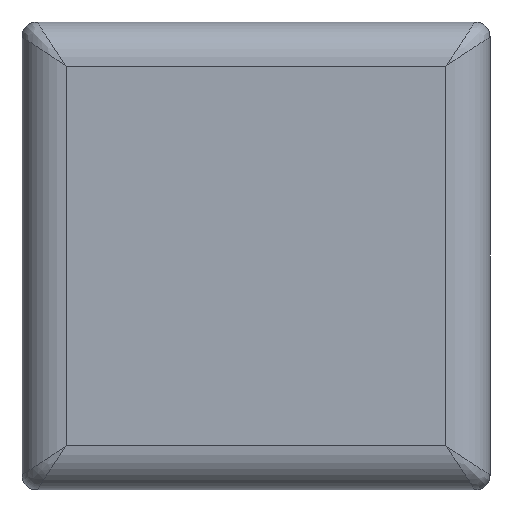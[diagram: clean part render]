
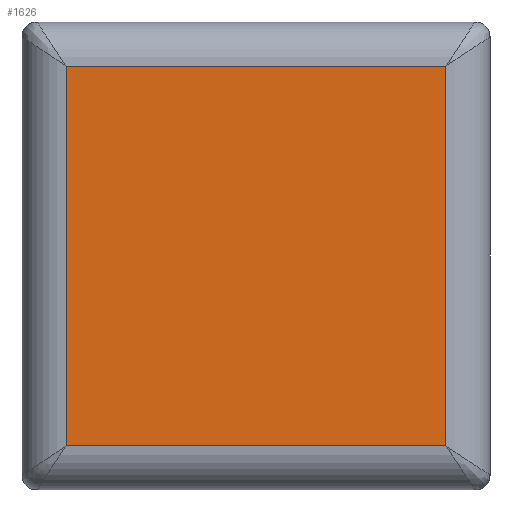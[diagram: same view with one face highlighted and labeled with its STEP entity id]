
A CAD part, left-side view. The second image highlights one B-rep face of the part: STEP entity #1626.
In plain terms, the highlighted planar face has unit normal (-1, 0, 0).
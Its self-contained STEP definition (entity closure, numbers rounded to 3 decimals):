
#623 = CYLINDRICAL_SURFACE('',#624,0.3);
#624 = AXIS2_PLACEMENT_3D('',#625,#626,#627);
#625 = CARTESIAN_POINT('',(0.3,2.88,0.));
#626 = DIRECTION('',(0.,0.,1.));
#627 = DIRECTION('',(-1.,0.,0.));
#877 = CYLINDRICAL_SURFACE('',#878,0.3);
#878 = AXIS2_PLACEMENT_3D('',#879,#880,#881);
#879 = CARTESIAN_POINT('',(0.3,0.,2.88));
#880 = DIRECTION('',(0.,1.,0.));
#881 = DIRECTION('',(-1.,0.,0.));
#931 = CYLINDRICAL_SURFACE('',#932,0.3);
#932 = AXIS2_PLACEMENT_3D('',#933,#934,#935);
#933 = CARTESIAN_POINT('',(0.3,0.,0.3));
#934 = DIRECTION('',(0.,1.,0.));
#935 = DIRECTION('',(-1.,0.,0.));
#1163 = CYLINDRICAL_SURFACE('',#1164,0.3);
#1164 = AXIS2_PLACEMENT_3D('',#1165,#1166,#1167);
#1165 = CARTESIAN_POINT('',(0.3,0.3,0.));
#1166 = DIRECTION('',(0.,0.,1.));
#1167 = DIRECTION('',(-1.,0.,0.));
#1183 = VERTEX_POINT('',#1184);
#1184 = CARTESIAN_POINT('',(0.,2.88,2.88));
#1223 = EDGE_CURVE('',#1224,#1183,#1226,.T.);
#1224 = VERTEX_POINT('',#1225);
#1225 = CARTESIAN_POINT('',(0.,2.88,0.3));
#1226 = SURFACE_CURVE('',#1227,(#1231,#1238),.PCURVE_S1.);
#1227 = LINE('',#1228,#1229);
#1228 = CARTESIAN_POINT('',(0.,2.88,0.));
#1229 = VECTOR('',#1230,1.);
#1230 = DIRECTION('',(0.,0.,1.));
#1231 = PCURVE('',#623,#1232);
#1232 = DEFINITIONAL_REPRESENTATION('',(#1233),#1237);
#1233 = LINE('',#1234,#1235);
#1234 = CARTESIAN_POINT('',(-0.,0.));
#1235 = VECTOR('',#1236,1.);
#1236 = DIRECTION('',(-0.,1.));
#1237 = ( GEOMETRIC_REPRESENTATION_CONTEXT(2) 
PARAMETRIC_REPRESENTATION_CONTEXT() REPRESENTATION_CONTEXT('2D SPACE',''
  ) );
#1238 = PCURVE('',#1239,#1244);
#1239 = PLANE('',#1240);
#1240 = AXIS2_PLACEMENT_3D('',#1241,#1242,#1243);
#1241 = CARTESIAN_POINT('',(0.,0.,0.));
#1242 = DIRECTION('',(1.,0.,0.));
#1243 = DIRECTION('',(0.,0.,1.));
#1244 = DEFINITIONAL_REPRESENTATION('',(#1245),#1249);
#1245 = LINE('',#1246,#1247);
#1246 = CARTESIAN_POINT('',(0.,-2.88));
#1247 = VECTOR('',#1248,1.);
#1248 = DIRECTION('',(1.,0.));
#1249 = ( GEOMETRIC_REPRESENTATION_CONTEXT(2) 
PARAMETRIC_REPRESENTATION_CONTEXT() REPRESENTATION_CONTEXT('2D SPACE',''
  ) );
#1383 = EDGE_CURVE('',#1384,#1183,#1386,.T.);
#1384 = VERTEX_POINT('',#1385);
#1385 = CARTESIAN_POINT('',(0.,0.3,2.88));
#1386 = SURFACE_CURVE('',#1387,(#1391,#1398),.PCURVE_S1.);
#1387 = LINE('',#1388,#1389);
#1388 = CARTESIAN_POINT('',(0.,0.,2.88));
#1389 = VECTOR('',#1390,1.);
#1390 = DIRECTION('',(0.,1.,0.));
#1391 = PCURVE('',#877,#1392);
#1392 = DEFINITIONAL_REPRESENTATION('',(#1393),#1397);
#1393 = LINE('',#1394,#1395);
#1394 = CARTESIAN_POINT('',(0.,0.));
#1395 = VECTOR('',#1396,1.);
#1396 = DIRECTION('',(0.,1.));
#1397 = ( GEOMETRIC_REPRESENTATION_CONTEXT(2) 
PARAMETRIC_REPRESENTATION_CONTEXT() REPRESENTATION_CONTEXT('2D SPACE',''
  ) );
#1398 = PCURVE('',#1239,#1399);
#1399 = DEFINITIONAL_REPRESENTATION('',(#1400),#1404);
#1400 = LINE('',#1401,#1402);
#1401 = CARTESIAN_POINT('',(2.88,0.));
#1402 = VECTOR('',#1403,1.);
#1403 = DIRECTION('',(0.,-1.));
#1404 = ( GEOMETRIC_REPRESENTATION_CONTEXT(2) 
PARAMETRIC_REPRESENTATION_CONTEXT() REPRESENTATION_CONTEXT('2D SPACE',''
  ) );
#1450 = EDGE_CURVE('',#1451,#1224,#1453,.T.);
#1451 = VERTEX_POINT('',#1452);
#1452 = CARTESIAN_POINT('',(0.,0.3,0.3));
#1453 = SURFACE_CURVE('',#1454,(#1458,#1465),.PCURVE_S1.);
#1454 = LINE('',#1455,#1456);
#1455 = CARTESIAN_POINT('',(0.,0.,0.3));
#1456 = VECTOR('',#1457,1.);
#1457 = DIRECTION('',(0.,1.,0.));
#1458 = PCURVE('',#931,#1459);
#1459 = DEFINITIONAL_REPRESENTATION('',(#1460),#1464);
#1460 = LINE('',#1461,#1462);
#1461 = CARTESIAN_POINT('',(-0.,0.));
#1462 = VECTOR('',#1463,1.);
#1463 = DIRECTION('',(-0.,1.));
#1464 = ( GEOMETRIC_REPRESENTATION_CONTEXT(2) 
PARAMETRIC_REPRESENTATION_CONTEXT() REPRESENTATION_CONTEXT('2D SPACE',''
  ) );
#1465 = PCURVE('',#1239,#1466);
#1466 = DEFINITIONAL_REPRESENTATION('',(#1467),#1471);
#1467 = LINE('',#1468,#1469);
#1468 = CARTESIAN_POINT('',(0.3,0.));
#1469 = VECTOR('',#1470,1.);
#1470 = DIRECTION('',(0.,-1.));
#1471 = ( GEOMETRIC_REPRESENTATION_CONTEXT(2) 
PARAMETRIC_REPRESENTATION_CONTEXT() REPRESENTATION_CONTEXT('2D SPACE',''
  ) );
#1605 = EDGE_CURVE('',#1451,#1384,#1606,.T.);
#1606 = SURFACE_CURVE('',#1607,(#1611,#1618),.PCURVE_S1.);
#1607 = LINE('',#1608,#1609);
#1608 = CARTESIAN_POINT('',(0.,0.3,0.));
#1609 = VECTOR('',#1610,1.);
#1610 = DIRECTION('',(0.,0.,1.));
#1611 = PCURVE('',#1163,#1612);
#1612 = DEFINITIONAL_REPRESENTATION('',(#1613),#1617);
#1613 = LINE('',#1614,#1615);
#1614 = CARTESIAN_POINT('',(0.,0.));
#1615 = VECTOR('',#1616,1.);
#1616 = DIRECTION('',(0.,1.));
#1617 = ( GEOMETRIC_REPRESENTATION_CONTEXT(2) 
PARAMETRIC_REPRESENTATION_CONTEXT() REPRESENTATION_CONTEXT('2D SPACE',''
  ) );
#1618 = PCURVE('',#1239,#1619);
#1619 = DEFINITIONAL_REPRESENTATION('',(#1620),#1624);
#1620 = LINE('',#1621,#1622);
#1621 = CARTESIAN_POINT('',(0.,-0.3));
#1622 = VECTOR('',#1623,1.);
#1623 = DIRECTION('',(1.,0.));
#1624 = ( GEOMETRIC_REPRESENTATION_CONTEXT(2) 
PARAMETRIC_REPRESENTATION_CONTEXT() REPRESENTATION_CONTEXT('2D SPACE',''
  ) );
#1626 = ADVANCED_FACE('',(#1627),#1239,.F.);
#1627 = FACE_BOUND('',#1628,.F.);
#1628 = EDGE_LOOP('',(#1629,#1630,#1631,#1632));
#1629 = ORIENTED_EDGE('',*,*,#1605,.F.);
#1630 = ORIENTED_EDGE('',*,*,#1450,.T.);
#1631 = ORIENTED_EDGE('',*,*,#1223,.T.);
#1632 = ORIENTED_EDGE('',*,*,#1383,.F.);
